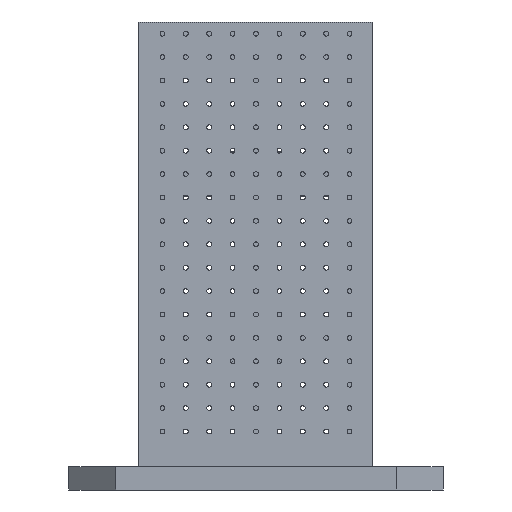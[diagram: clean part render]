
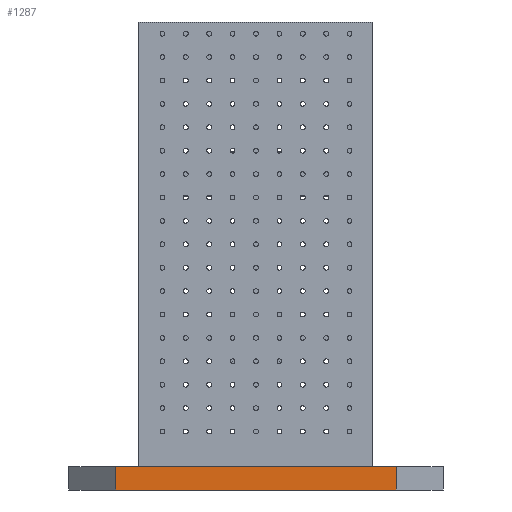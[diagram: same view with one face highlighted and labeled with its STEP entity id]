
A CAD part, left-side view. The second image highlights one B-rep face of the part: STEP entity #1287.
In plain terms, the highlighted planar face has unit normal (-1, 0, 0).
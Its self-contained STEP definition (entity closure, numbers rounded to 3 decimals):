
#1287 = ADVANCED_FACE( '', ( #5159 ), #5160, .F. );
#5159 = FACE_OUTER_BOUND( '', #9710, .T. );
#5160 = PLANE( '', #9711 );
#9710 = EDGE_LOOP( '', ( #17588, #17589, #17590, #17591 ) );
#9711 = AXIS2_PLACEMENT_3D( '', #17592, #17593, #17594 );
#17588 = ORIENTED_EDGE( '', *, *, #21923, .F. );
#17589 = ORIENTED_EDGE( '', *, *, #21910, .T. );
#17590 = ORIENTED_EDGE( '', *, *, #21715, .T. );
#17591 = ORIENTED_EDGE( '', *, *, #19903, .T. );
#17592 = CARTESIAN_POINT( '', ( -400., 400., 50. ) );
#17593 = DIRECTION( '', ( 1., 0., 0. ) );
#17594 = DIRECTION( '', ( 0., 1., 0. ) );
#19903 = EDGE_CURVE( '', #22381, #22378, #22382, .T. );
#21715 = EDGE_CURVE( '', #25831, #22381, #25832, .T. );
#21910 = EDGE_CURVE( '', #26155, #25831, #26158, .T. );
#21923 = EDGE_CURVE( '', #26155, #22378, #26179, .T. );
#22378 = VERTEX_POINT( '', #26810 );
#22381 = VERTEX_POINT( '', #26814 );
#22382 = LINE( '', #26815, #26816 );
#25831 = VERTEX_POINT( '', #31627 );
#25832 = LINE( '', #31628, #31629 );
#26155 = VERTEX_POINT( '', #33003 );
#26158 = LINE( '', #33008, #33009 );
#26179 = LINE( '', #33042, #33043 );
#26810 = CARTESIAN_POINT( '', ( -400., -300., 50. ) );
#26814 = CARTESIAN_POINT( '', ( -400., -300., 0. ) );
#26815 = CARTESIAN_POINT( '', ( -400., -300., 50. ) );
#26816 = VECTOR( '', #34207, 1000. );
#31627 = CARTESIAN_POINT( '', ( -400., 300., 0. ) );
#31628 = CARTESIAN_POINT( '', ( -400., 400., 0. ) );
#31629 = VECTOR( '', #38980, 1000. );
#33003 = CARTESIAN_POINT( '', ( -400., 300., 50. ) );
#33008 = CARTESIAN_POINT( '', ( -400., 300., 50. ) );
#33009 = VECTOR( '', #39284, 1000. );
#33042 = CARTESIAN_POINT( '', ( -400., 400., 50. ) );
#33043 = VECTOR( '', #39297, 1000. );
#34207 = DIRECTION( '', ( 0., 0., 1. ) );
#38980 = DIRECTION( '', ( 0., -1., 0. ) );
#39284 = DIRECTION( '', ( 0., 0., -1. ) );
#39297 = DIRECTION( '', ( 0., -1., 0. ) );
